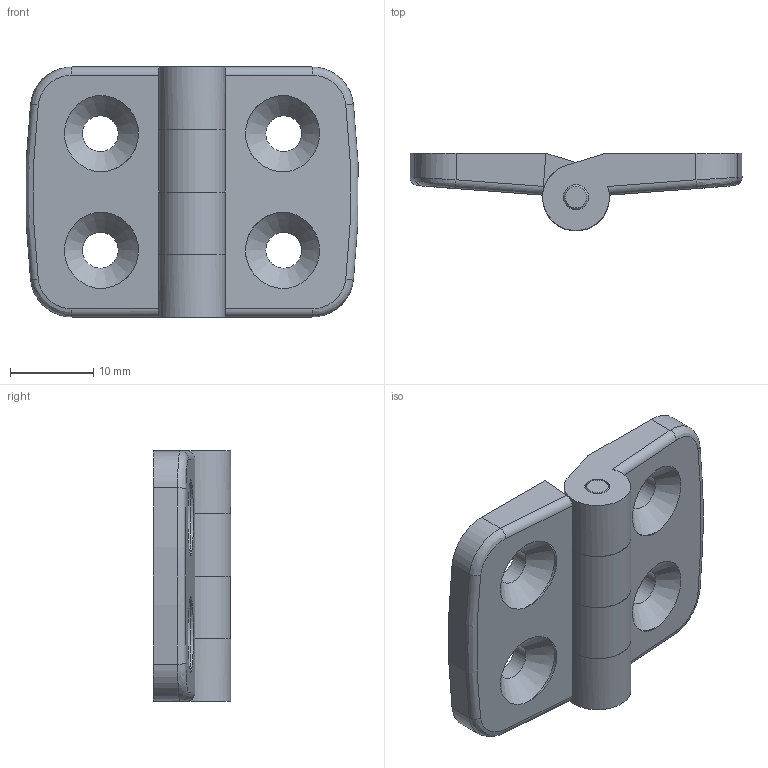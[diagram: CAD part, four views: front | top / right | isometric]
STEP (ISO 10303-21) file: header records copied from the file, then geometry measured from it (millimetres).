
FILE_DESCRIPTION(/* description */ ('KriTec Scharnier 5 PA mit 4 Bef.-Bohrungen'),/* implementation_level */ '2;1');
FILE_NAME(/* name */ '10250-KriTec Scharnier 5 PA mit 4 Befestigungsbohrungen.stp',/* time_stamp */ '2020-08-19T09:28:48+02:00',/* author */ ('Nell'),/* organization */ (''),/* preprocessor_version */ 'ST-DEVELOPER v17',/* originating_system */ 'Autodesk Inventor 2018',/* authorisation */ '');
FILE_SCHEMA (('AUTOMOTIVE_DESIGN { 1 0 10303 214 3 1 1 }'));
Length unit declared in the file: millimetre
Products named in the file (3): 10250; Kritec Scharnier 5 PA Schenkel; StiftØ3
Assembly tree (3 placements, depth 2):
  10250
    Kritec Scharnier 5 PA Schenkel  x2
    StiftØ3
Bounding box: 39.84 x 9.3 x 30 mm (x, y, z)
Volume: 5287.6 mm3; surface area: 4186.9 mm2
Topology: 3 solids, 3 shells, 61 faces, 149 edges, 94 vertices
Faces by surface type: cylinder 27, plane 22, cone 6, bspline 6
Full cylindrical faces by diameter (mm): 3 x5, 4.3 x4
Entity records: 1159 total; most frequent: CARTESIAN_POINT 242, DIRECTION 189, ORIENTED_EDGE 156, EDGE_CURVE 78, AXIS2_PLACEMENT_3D 76, VERTEX_POINT 49, EDGE_LOOP 41, LINE 37
